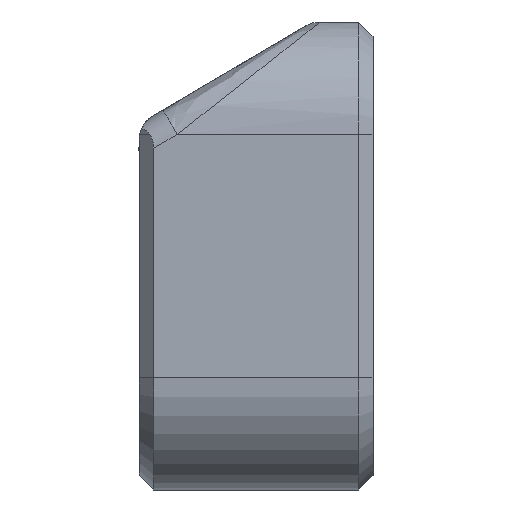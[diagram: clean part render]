
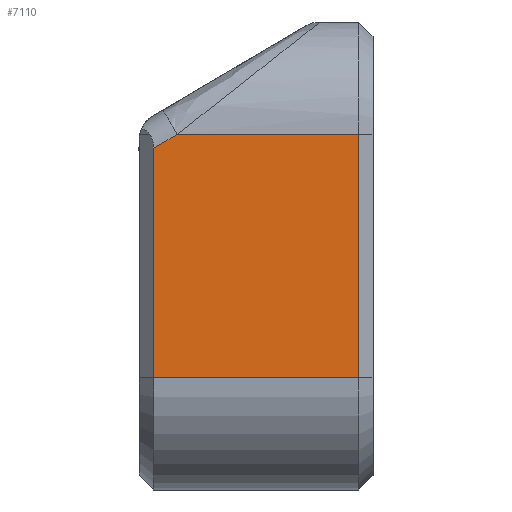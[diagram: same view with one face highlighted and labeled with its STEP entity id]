
A CAD part, left-side view. The second image highlights one B-rep face of the part: STEP entity #7110.
In plain terms, the highlighted planar face has unit normal (-1, 0, 0).
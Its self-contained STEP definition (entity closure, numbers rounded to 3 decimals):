
#1026=FACE_OUTER_BOUND('',#1471,.T.);
#1471=EDGE_LOOP('',(#6079,#6080,#6081,#6082,#6083));
#1923=LINE('',#11569,#2544);
#1930=LINE('',#11685,#2551);
#1962=LINE('',#12308,#2583);
#2067=LINE('',#13353,#2688);
#2068=LINE('',#13354,#2689);
#2544=VECTOR('',#8346,10.);
#2551=VECTOR('',#8383,3.);
#2583=VECTOR('',#8517,10.);
#2688=VECTOR('',#8880,10.);
#2689=VECTOR('',#8881,10.);
#3187=VERTEX_POINT('',#11566);
#3188=VERTEX_POINT('',#11568);
#3203=VERTEX_POINT('',#11680);
#3276=VERTEX_POINT('',#12307);
#3389=VERTEX_POINT('',#13352);
#3995=EDGE_CURVE('',#3187,#3188,#1923,.T.);
#4017=EDGE_CURVE('',#3188,#3203,#1930,.T.);
#4116=EDGE_CURVE('',#3203,#3276,#1962,.T.);
#4322=EDGE_CURVE('',#3389,#3187,#2067,.T.);
#4323=EDGE_CURVE('',#3276,#3389,#2068,.T.);
#6079=ORIENTED_EDGE('',*,*,#4017,.F.);
#6080=ORIENTED_EDGE('',*,*,#3995,.F.);
#6081=ORIENTED_EDGE('',*,*,#4322,.F.);
#6082=ORIENTED_EDGE('',*,*,#4323,.F.);
#6083=ORIENTED_EDGE('',*,*,#4116,.F.);
#6760=PLANE('',#7573);
#7110=ADVANCED_FACE('',(#1026),#6760,.T.);
#7573=AXIS2_PLACEMENT_3D('',#13351,#8878,#8879);
#8346=DIRECTION('',(0.,0.,1.));
#8383=DIRECTION('',(0.,-0.861,0.508));
#8517=DIRECTION('',(0.,-1.,0.));
#8878=DIRECTION('center_axis',(-1.,0.,0.));
#8879=DIRECTION('ref_axis',(0.,-1.,0.));
#8880=DIRECTION('',(0.,1.,0.));
#8881=DIRECTION('',(0.,0.,-1.));
#11566=CARTESIAN_POINT('',(-225.,10.95,12.));
#11568=CARTESIAN_POINT('',(-225.,10.95,36.501));
#11569=CARTESIAN_POINT('',(-225.,10.95,0.));
#11680=CARTESIAN_POINT('',(-225.,8.408,38.));
#11685=CARTESIAN_POINT('',(-225.,-10.982,49.435));
#12307=CARTESIAN_POINT('',(-225.,-11.,38.));
#12308=CARTESIAN_POINT('',(-225.,6.25,38.));
#13351=CARTESIAN_POINT('Origin',(-225.,12.5,0.));
#13352=CARTESIAN_POINT('',(-225.,-11.,12.));
#13353=CARTESIAN_POINT('',(-225.,6.25,12.));
#13354=CARTESIAN_POINT('',(-225.,-11.,0.));
